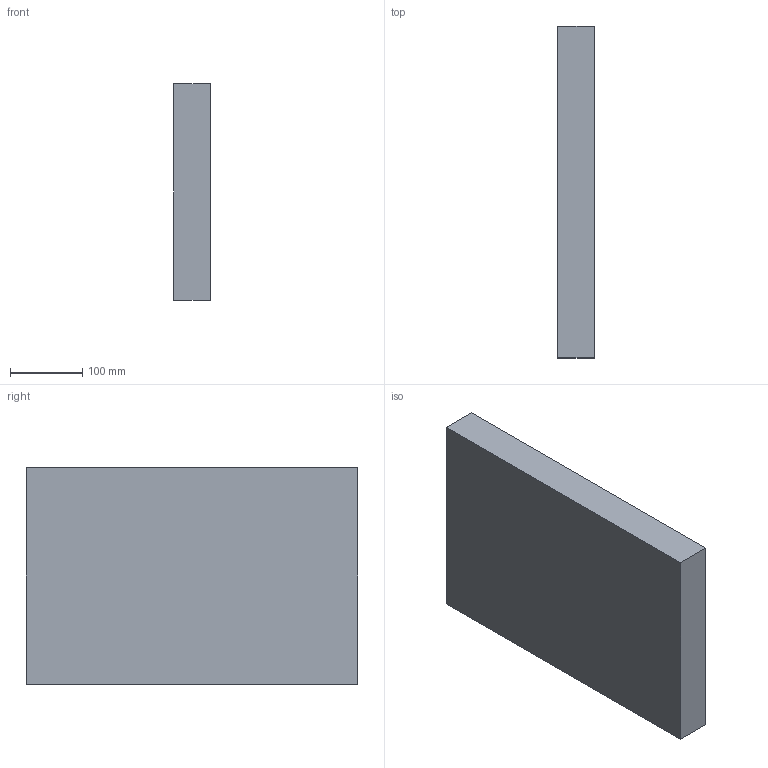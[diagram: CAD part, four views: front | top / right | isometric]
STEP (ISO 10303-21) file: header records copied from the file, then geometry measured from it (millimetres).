
FILE_DESCRIPTION(/* description */ (''),/* implementation_level */ '2;1');
FILE_NAME(/* name */ 'NewmaedaSHITA v1.step',/* time_stamp */ '2024-07-15T12:36:20+09:00',/* author */ (''),/* organization */ (''),/* preprocessor_version */ 'ST-DEVELOPER v20',/* originating_system */ 'Autodesk Translation Framework v13.14.0.145',/* authorisation */ '');
FILE_SCHEMA (('AUTOMOTIVE_DESIGN { 1 0 10303 214 3 1 1 }'));
Length unit declared in the file: millimetre
Products named in the file (1): NewmaedaSHITA
Bounding box: 50 x 460 x 300 mm (x, y, z)
Surface area: 470515.2 mm2
Topology: 2 solids, 2 shells, 13 faces, 27 edges, 18 vertices
Faces by surface type: plane 10, bspline 2, cylinder 1
Entity records: 2133 total; most frequent: CARTESIAN_POINT 1844, ORIENTED_EDGE 54, DIRECTION 43, EDGE_CURVE 27, VERTEX_POINT 18, LINE 17, VECTOR 17, FACE_OUTER_BOUND 13
